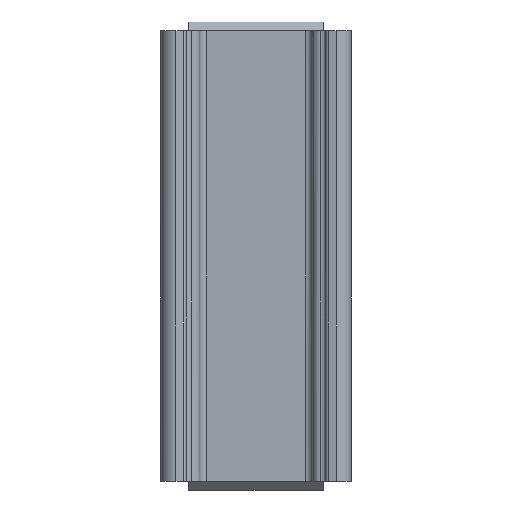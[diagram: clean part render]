
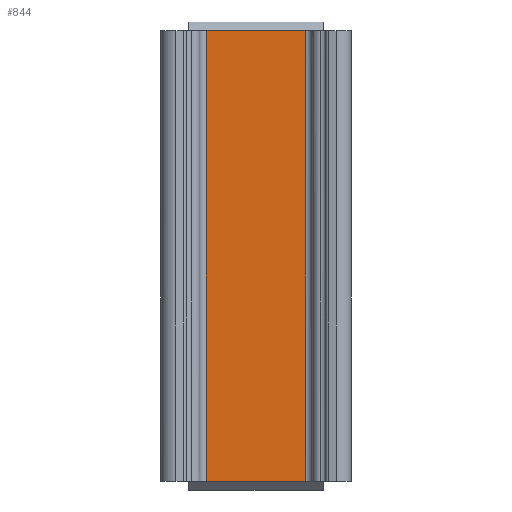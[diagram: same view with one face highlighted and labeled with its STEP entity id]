
A CAD part, top view. The second image highlights one B-rep face of the part: STEP entity #844.
In plain terms, the highlighted planar face has unit normal (0, 0, 1).
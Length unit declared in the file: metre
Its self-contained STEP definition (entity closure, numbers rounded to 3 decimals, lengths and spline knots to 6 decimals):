
#165=DIRECTION('',(0.,1.,0.));
#166=VECTOR('',#165,0.0154);
#167=CARTESIAN_POINT('',(-0.045182,-0.0314,0.0006));
#168=LINE('',#167,#166);
#313=DIRECTION('',(-1.,0.,0.));
#314=VECTOR('',#313,0.003407);
#315=CARTESIAN_POINT('',(-0.041775,-0.0314,0.0006));
#316=LINE('',#315,#314);
#349=DIRECTION('',(-1.,0.,0.));
#350=VECTOR('',#349,0.003407);
#351=CARTESIAN_POINT('',(-0.041775,-0.016,0.0006));
#352=LINE('',#351,#350);
#353=DIRECTION('',(0.,-1.,0.));
#354=VECTOR('',#353,0.0154);
#355=CARTESIAN_POINT('',(-0.041775,-0.016,0.0006));
#356=LINE('',#355,#354);
#438=CARTESIAN_POINT('',(-0.041775,-0.0314,0.0006));
#440=VERTEX_POINT('',#438);
#441=CARTESIAN_POINT('',(-0.045182,-0.0314,0.0006));
#442=VERTEX_POINT('',#441);
#445=CARTESIAN_POINT('',(-0.045182,-0.016,0.0006));
#447=VERTEX_POINT('',#445);
#449=CARTESIAN_POINT('',(-0.041775,-0.016,0.0006));
#450=VERTEX_POINT('',#449);
#832=CARTESIAN_POINT('',(-0.045777,0.0006,0.0006));
#833=DIRECTION('',(0.,0.,1.));
#834=DIRECTION('',(1.,0.,0.));
#835=AXIS2_PLACEMENT_3D('',#832,#833,#834);
#836=PLANE('',#835);
#838=ORIENTED_EDGE('',*,*,#837,.T.);
#839=ORIENTED_EDGE('',*,*,#771,.T.);
#840=ORIENTED_EDGE('',*,*,#689,.T.);
#841=ORIENTED_EDGE('',*,*,#593,.F.);
#842=EDGE_LOOP('',(#838,#839,#840,#841));
#843=FACE_OUTER_BOUND('',#842,.F.);
#593=EDGE_CURVE('',#450,#447,#352,.T.);
#689=EDGE_CURVE('',#442,#447,#168,.T.);
#771=EDGE_CURVE('',#440,#442,#316,.T.);
#837=EDGE_CURVE('',#450,#440,#356,.T.);
#844=ADVANCED_FACE('',(#843),#836,.T.);
